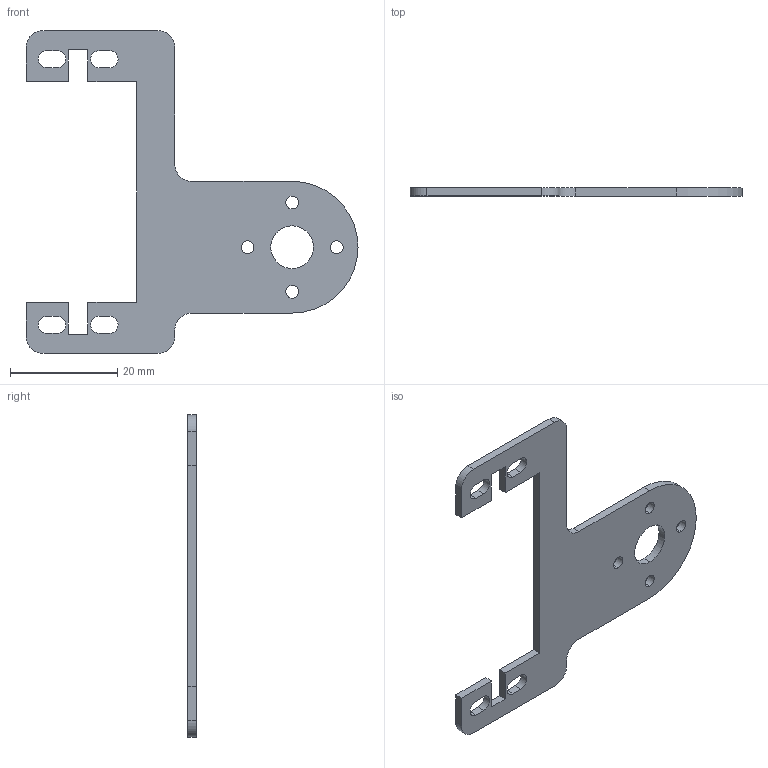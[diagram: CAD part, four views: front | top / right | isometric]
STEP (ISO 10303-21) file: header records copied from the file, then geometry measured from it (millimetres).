
FILE_DESCRIPTION (( 'STEP AP214' ), '1' );
FILE_NAME ('asb-14.STEP', '2006-08-23T16:52:01', ( 'Chris Montana' ), ( 'Home' ), 'SwSTEP 2.0', 'SolidWorks 2005204', '' );
FILE_SCHEMA (( 'AUTOMOTIVE_DESIGN' ));
Length unit declared in the file: inch
Products named in the file (1): asb-14
Bounding box: 62.03 x 1.52 x 60.33 mm (x, y, z)
Volume: 2177.8 mm3; surface area: 3470.6 mm2
Topology: 1 solids, 1 shells, 54 faces, 156 edges, 104 vertices
Faces by surface type: plane 29, cylinder 25
Entity records: 1853 total; most frequent: DIRECTION 316, CARTESIAN_POINT 315, ORIENTED_EDGE 312, EDGE_CURVE 156, VECTOR 106, LINE 106, AXIS2_PLACEMENT_3D 105, VERTEX_POINT 104
